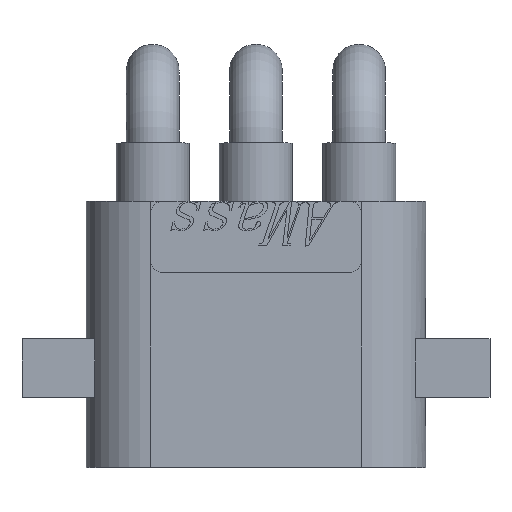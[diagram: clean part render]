
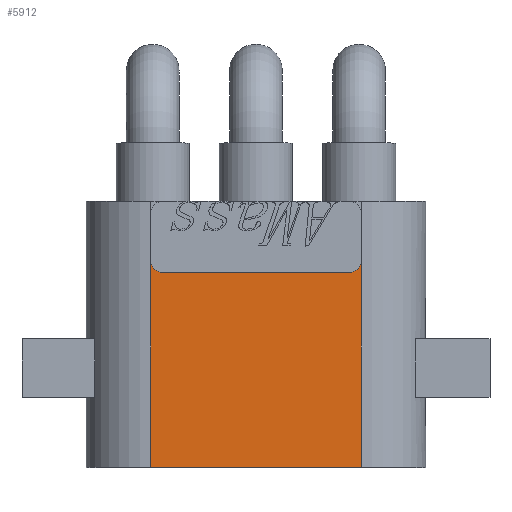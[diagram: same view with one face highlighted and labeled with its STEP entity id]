
A CAD part, top view. The second image highlights one B-rep face of the part: STEP entity #5912.
In plain terms, the highlighted planar face has unit normal (0, 0, 1).
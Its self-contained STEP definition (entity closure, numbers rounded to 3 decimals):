
#377=PLANE('',#6343);
#720=LINE('',#9657,#1303);
#753=LINE('',#9716,#1336);
#758=LINE('',#9732,#1341);
#759=LINE('',#9736,#1342);
#1303=VECTOR('',#6948,1000.);
#1336=VECTOR('',#6993,1000.);
#1341=VECTOR('',#7006,1000.);
#1342=VECTOR('',#7009,1000.);
#1802=FACE_OUTER_BOUND('',#2149,.T.);
#2149=EDGE_LOOP('',(#4492,#4493,#4494,#4495,#4496,#4497));
#2539=CIRCLE('',#6344,0.4);
#2540=CIRCLE('',#6345,0.4);
#2853=VERTEX_POINT('',#9654);
#2854=VERTEX_POINT('',#9656);
#2874=VERTEX_POINT('',#9714);
#2881=VERTEX_POINT('',#9731);
#2882=VERTEX_POINT('',#9733);
#2883=VERTEX_POINT('',#9735);
#3474=EDGE_CURVE('',#2854,#2853,#720,.T.);
#3511=EDGE_CURVE('',#2853,#2874,#753,.T.);
#3519=EDGE_CURVE('',#2881,#2874,#758,.T.);
#3520=EDGE_CURVE('',#2882,#2881,#2539,.T.);
#3521=EDGE_CURVE('',#2883,#2882,#759,.T.);
#3522=EDGE_CURVE('',#2854,#2883,#2540,.T.);
#4492=ORIENTED_EDGE('',*,*,#3519,.F.);
#4493=ORIENTED_EDGE('',*,*,#3520,.F.);
#4494=ORIENTED_EDGE('',*,*,#3521,.F.);
#4495=ORIENTED_EDGE('',*,*,#3522,.F.);
#4496=ORIENTED_EDGE('',*,*,#3474,.T.);
#4497=ORIENTED_EDGE('',*,*,#3511,.T.);
#5912=ADVANCED_FACE('',(#1802),#377,.F.);
#6343=AXIS2_PLACEMENT_3D('',#9730,#7004,#7005);
#6344=AXIS2_PLACEMENT_3D('',#9734,#7007,#7008);
#6345=AXIS2_PLACEMENT_3D('',#9737,#7010,#7011);
#6948=DIRECTION('',(0.,-1.,0.));
#6993=DIRECTION('',(1.,0.,0.));
#7004=DIRECTION('center_axis',(0.,0.,-1.));
#7005=DIRECTION('ref_axis',(-1.,0.,0.));
#7006=DIRECTION('',(0.,-1.,0.));
#7007=DIRECTION('center_axis',(0.,0.,1.));
#7008=DIRECTION('ref_axis',(1.,0.,0.));
#7009=DIRECTION('',(1.,0.,0.));
#7010=DIRECTION('center_axis',(0.,0.,1.));
#7011=DIRECTION('ref_axis',(-1.,0.,0.));
#9654=CARTESIAN_POINT('',(-3.6,0.,2.205));
#9656=CARTESIAN_POINT('',(-3.6,7.07,2.205));
#9657=CARTESIAN_POINT('',(-3.6,9.1,2.205));
#9714=CARTESIAN_POINT('',(3.6,0.,2.205));
#9716=CARTESIAN_POINT('',(-3.6,0.,2.205));
#9730=CARTESIAN_POINT('Origin',(-3.6,9.1,2.205));
#9731=CARTESIAN_POINT('',(3.6,7.07,2.205));
#9732=CARTESIAN_POINT('',(3.6,9.1,2.205));
#9733=CARTESIAN_POINT('',(3.2,6.67,2.205));
#9734=CARTESIAN_POINT('Origin',(3.2,7.07,2.205));
#9735=CARTESIAN_POINT('',(-3.2,6.67,2.205));
#9736=CARTESIAN_POINT('',(-3.2,6.67,2.205));
#9737=CARTESIAN_POINT('Origin',(-3.2,7.07,2.205));
